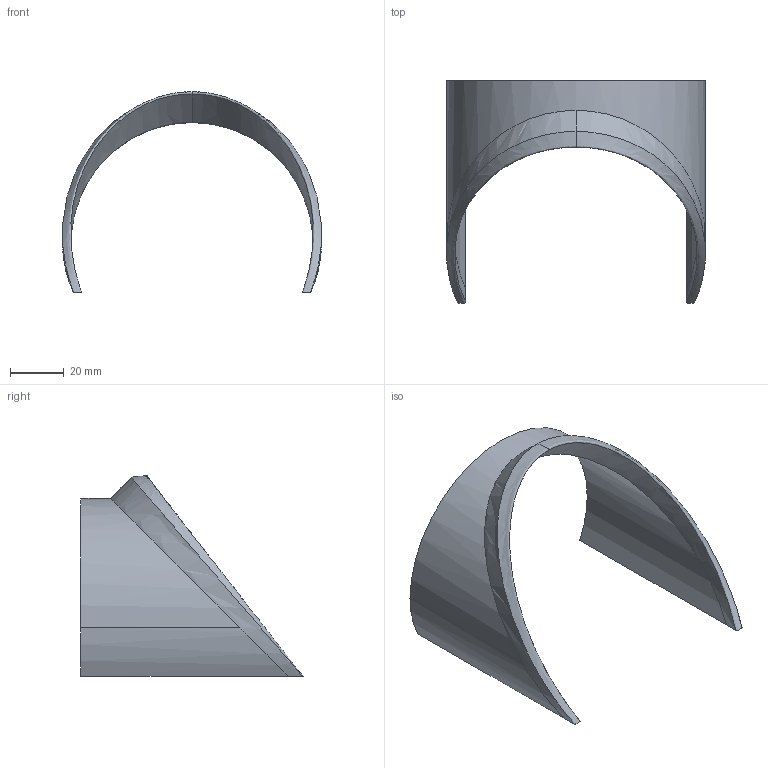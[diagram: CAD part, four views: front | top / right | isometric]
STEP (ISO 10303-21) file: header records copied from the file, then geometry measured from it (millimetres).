
FILE_DESCRIPTION(/* description */ (''),/* implementation_level */ '2;1');
FILE_NAME(/* name */ '',/* time_stamp */ '2023-12-05T18:57:17+09:00',/* author */ (''),/* organization */ (''),/* preprocessor_version */ 'ST-DEVELOPER v20',/* originating_system */ 'Autodesk Translation Framework v12.14.0.127',/* authorisation */ '');
FILE_SCHEMA (('AUTOMOTIVE_DESIGN { 1 0 10303 214 3 1 1 }'));
Length unit declared in the file: millimetre
Products named in the file (1): ktx 터넣
Bounding box: 96.02 x 82.5 x 74.46 mm (x, y, z)
Volume: 27866 mm3; surface area: 20073.7 mm2
Topology: 1 solids, 1 shells, 15 faces, 41 edges, 28 vertices
Faces by surface type: cylinder 6, bspline 6, plane 3
Entity records: 1496 total; most frequent: CARTESIAN_POINT 1095, ORIENTED_EDGE 82, DIRECTION 70, EDGE_CURVE 41, VERTEX_POINT 28, AXIS2_PLACEMENT_3D 28, FACE_OUTER_BOUND 15, EDGE_LOOP 15
